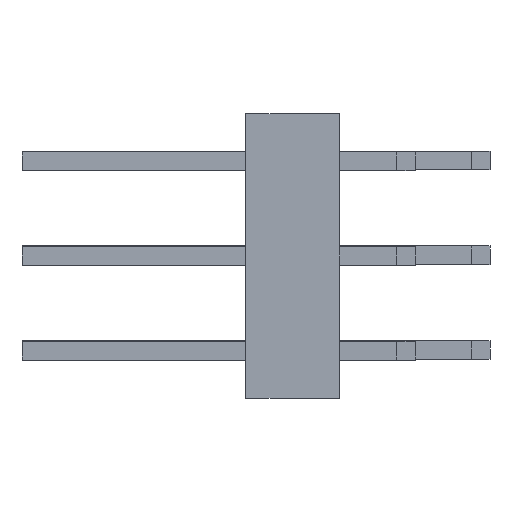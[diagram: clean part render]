
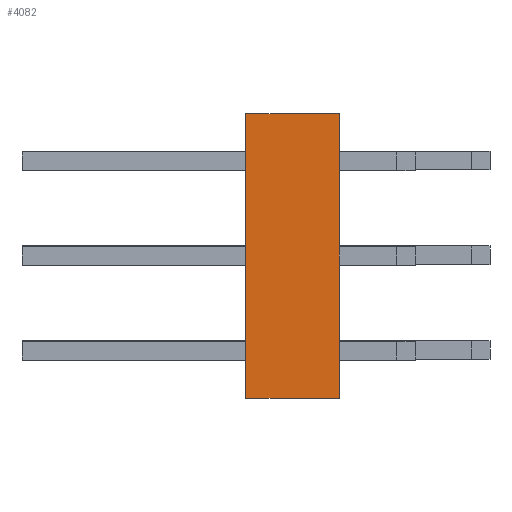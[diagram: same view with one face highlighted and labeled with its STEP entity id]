
A CAD part, left-side view. The second image highlights one B-rep face of the part: STEP entity #4082.
In plain terms, the highlighted planar face has unit normal (-1, 0, 0).
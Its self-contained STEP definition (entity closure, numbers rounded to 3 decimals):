
#98 = DIRECTION ( 'NONE',  ( 0., 0., -1. ) ) ;
#263 = PLANE ( 'NONE',  #2407 ) ;
#291 = DIRECTION ( 'NONE',  ( 1., 0., 0. ) ) ;
#732 = EDGE_CURVE ( 'NONE', #2043, #3598, #2251, .T. ) ;
#817 = ORIENTED_EDGE ( 'NONE', *, *, #1717, .T. ) ;
#834 = EDGE_CURVE ( 'NONE', #2043, #4033, #1200, .T. ) ;
#864 = CARTESIAN_POINT ( 'NONE',  ( -2.5, 2.5, 0. ) ) ;
#1200 = LINE ( 'NONE', #2319, #3608 ) ;
#1295 = VERTEX_POINT ( 'NONE', #3436 ) ;
#1355 = CARTESIAN_POINT ( 'NONE',  ( -2.5, 0., 7.62 ) ) ;
#1413 = VECTOR ( 'NONE', #2293, 1000. ) ;
#1444 = FACE_OUTER_BOUND ( 'NONE', #1969, .T. ) ;
#1717 = EDGE_CURVE ( 'NONE', #4033, #1295, #2279, .T. ) ;
#1723 = ORIENTED_EDGE ( 'NONE', *, *, #834, .T. ) ;
#1849 = DIRECTION ( 'NONE',  ( 0., 0., -1. ) ) ;
#1969 = EDGE_LOOP ( 'NONE', ( #817, #3719, #2042, #1723 ) ) ;
#2002 = LINE ( 'NONE', #3720, #3658 ) ;
#2042 = ORIENTED_EDGE ( 'NONE', *, *, #732, .F. ) ;
#2043 = VERTEX_POINT ( 'NONE', #3520 ) ;
#2186 = VECTOR ( 'NONE', #3467, 1000. ) ;
#2202 = CARTESIAN_POINT ( 'NONE',  ( -2.5, 0., 2.54 ) ) ;
#2251 = LINE ( 'NONE', #1355, #1413 ) ;
#2279 = LINE ( 'NONE', #3159, #2186 ) ;
#2293 = DIRECTION ( 'NONE',  ( 0., -1., 0. ) ) ;
#2319 = CARTESIAN_POINT ( 'NONE',  ( -2.5, 2.5, 2.54 ) ) ;
#2407 = AXIS2_PLACEMENT_3D ( 'NONE', #2202, #291, #2518 ) ;
#2447 = EDGE_CURVE ( 'NONE', #3598, #1295, #2002, .T. ) ;
#2518 = DIRECTION ( 'NONE',  ( 0., 0., -1. ) ) ;
#2589 = CARTESIAN_POINT ( 'NONE',  ( -2.5, 0., 7.62 ) ) ;
#3159 = CARTESIAN_POINT ( 'NONE',  ( -2.5, 0., 0. ) ) ;
#3436 = CARTESIAN_POINT ( 'NONE',  ( -2.5, 0., 0. ) ) ;
#3467 = DIRECTION ( 'NONE',  ( 0., -1., 0. ) ) ;
#3520 = CARTESIAN_POINT ( 'NONE',  ( -2.5, 2.5, 7.62 ) ) ;
#3598 = VERTEX_POINT ( 'NONE', #2589 ) ;
#3608 = VECTOR ( 'NONE', #98, 1000. ) ;
#3658 = VECTOR ( 'NONE', #1849, 1000. ) ;
#3719 = ORIENTED_EDGE ( 'NONE', *, *, #2447, .F. ) ;
#3720 = CARTESIAN_POINT ( 'NONE',  ( -2.5, 0., 2.54 ) ) ;
#4033 = VERTEX_POINT ( 'NONE', #864 ) ;
#4082 = ADVANCED_FACE ( 'NONE', ( #1444 ), #263, .F. ) ;
